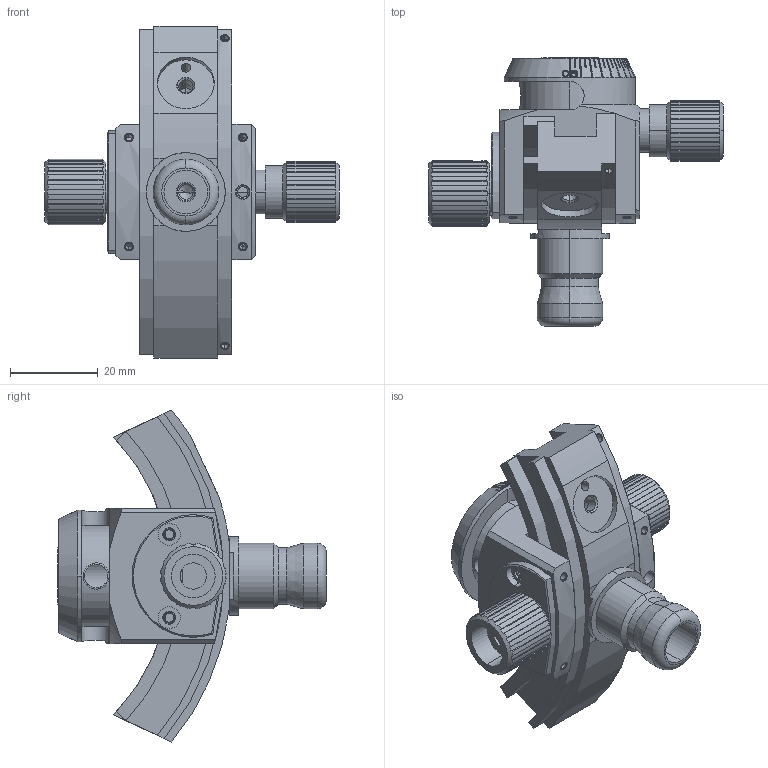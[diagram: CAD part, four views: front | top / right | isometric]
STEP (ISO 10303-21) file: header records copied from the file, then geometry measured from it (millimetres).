
FILE_DESCRIPTION((''),'2;1');
FILE_NAME('16-708-011-146-Z1-0000_ASM','2021-06-11T07:45:57',('Michael Zimmermann'),('Leica Microsystems'),'CREO PARAMETRIC BY PTC INC, 2019444','CREO PARAMETRIC BY PTC INC, 2019444','');
FILE_SCHEMA(('CONFIG_CONTROL_DESIGN','SHAPE_APPEARANCE_LAYERS_GROUPS'));
Length unit declared in the file: millimetre
Products named in the file (11): 16-708-031-109-Z-0000; 701731745; 16-705-831-540-Z-0000; 702531341; 702531342; 705831360; 702531344; 705831361; 700331086; 705831362; 16-708-011-146-Z1-0000_ASM
Assembly tree (10 placements, depth 2):
  16-708-011-146-Z1-0000_ASM
    16-708-031-109-Z-0000
    701731745
    16-705-831-540-Z-0000
    702531341
    702531342
    705831360
    702531344
    705831361
    700331086
    705831362
Bounding box: 67.4 x 61.4 x 75.86 mm (x, y, z)
Volume: 39008.2 mm3; surface area: 29013.4 mm2
Topology: 10 solids, 39 shells, 1584 faces, 4388 edges, 2872 vertices
Faces by surface type: plane 1135, cylinder 321, cone 126, torus 2
Entity records: 58546 total; most frequent: CARTESIAN_POINT 12183, ORIENTED_EDGE 8588, DIRECTION 7621, EDGE_CURVE 4352, VERTEX_POINT 2872, VECTOR 2815, LINE 2815, AXIS2_PLACEMENT_3D 2403
